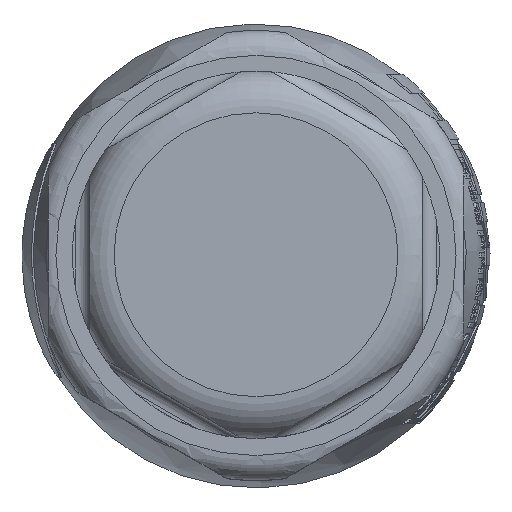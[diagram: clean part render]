
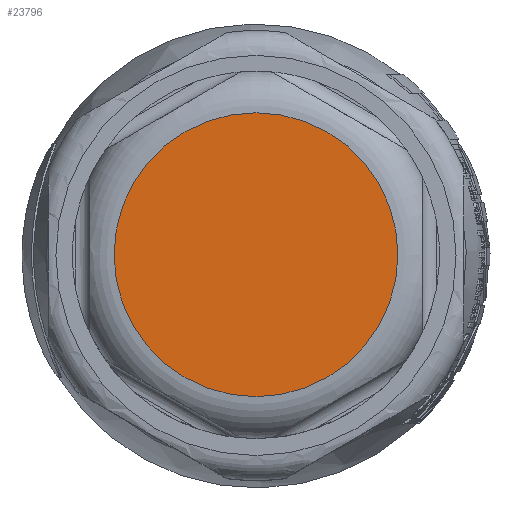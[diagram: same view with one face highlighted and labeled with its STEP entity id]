
A CAD part, top view. The second image highlights one B-rep face of the part: STEP entity #23796.
In plain terms, the highlighted planar face has unit normal (0, 0, 1).
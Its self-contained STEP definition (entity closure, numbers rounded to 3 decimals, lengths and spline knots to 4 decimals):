
#5367=FACE_OUTER_BOUND('',#6655,.T.);
#6655=EDGE_LOOP('',(#19096,#19097));
#7803=CIRCLE('',#25752,1.025);
#7804=CIRCLE('',#25753,1.025);
#9832=VERTEX_POINT('',#44774);
#9833=VERTEX_POINT('',#44775);
#13032=EDGE_CURVE('',#9832,#9833,#7803,.T.);
#13033=EDGE_CURVE('',#9833,#9832,#7804,.T.);
#19096=ORIENTED_EDGE('',*,*,#13032,.F.);
#19097=ORIENTED_EDGE('',*,*,#13033,.F.);
#21472=PLANE('',#25751);
#23796=ADVANCED_FACE('',(#5367),#21472,.T.);
#25751=AXIS2_PLACEMENT_3D('',#44773,#30432,#30433);
#25752=AXIS2_PLACEMENT_3D('',#44776,#30434,#30435);
#25753=AXIS2_PLACEMENT_3D('',#44777,#30436,#30437);
#30432=DIRECTION('center_axis',(0.,0.,
1.));
#30433=DIRECTION('ref_axis',(0.,-1.,0.));
#30434=DIRECTION('center_axis',(0.,0.,
-1.));
#30435=DIRECTION('ref_axis',(0.,-1.,0.));
#30436=DIRECTION('center_axis',(0.,0.,
-1.));
#30437=DIRECTION('ref_axis',(0.,-1.,0.));
#44773=CARTESIAN_POINT('Origin',(1.025,0.,6.1354));
#44774=CARTESIAN_POINT('',(1.025,0.,6.1354));
#44775=CARTESIAN_POINT('',(0.,-1.025,6.1354));
#44776=CARTESIAN_POINT('Origin',(0.,0.,
6.1354));
#44777=CARTESIAN_POINT('Origin',(0.,0.,
6.1354));
